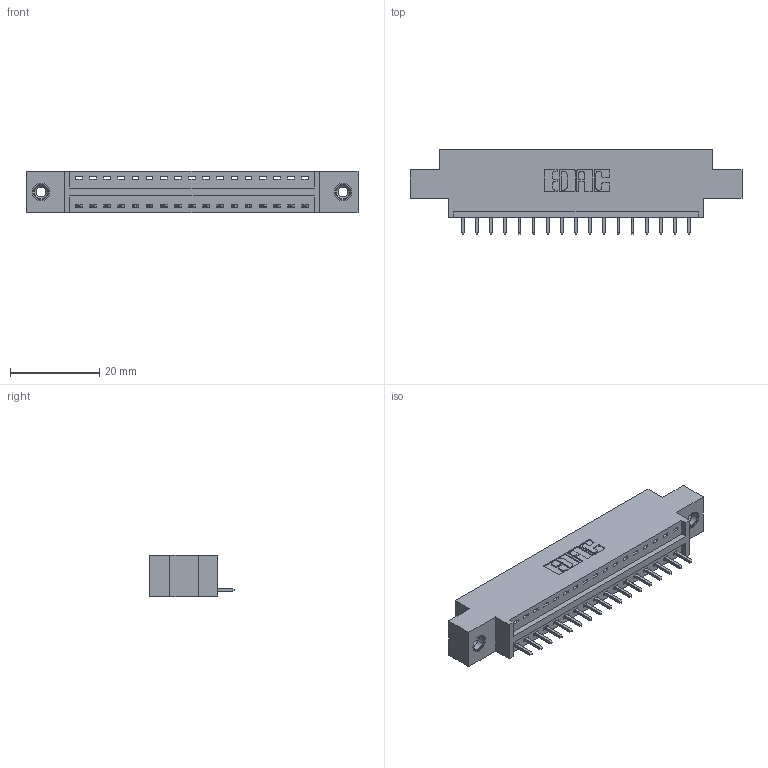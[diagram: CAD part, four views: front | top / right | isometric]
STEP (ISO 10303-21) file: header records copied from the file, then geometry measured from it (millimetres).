
FILE_DESCRIPTION (( 'STEP AP203' ), '1' );
FILE_NAME ('396-017-521-608.STEP', '2018-09-01T00:37:46', ( '' ), ( '' ), 'SwSTEP 2.0', 'SolidWorks 2016', '' );
FILE_SCHEMA (( 'CONFIG_CONTROL_DESIGN' ));
Length unit declared in the file: inch
Products named in the file (4): 346 Part_0.170 Offset - 0.156 Dia-TI; 345-292-001_345-293-121; 345-250-001_345-250-003-102; 396-017-521-608
Assembly tree (20 placements, depth 2):
  396-017-521-608
    346 Part_0.170 Offset - 0.156 Dia-TI
    345-292-001_345-293-121  x17
    345-250-001_345-250-003-102  x2
Bounding box: 74.55 x 19.05 x 9.4 mm (x, y, z)
Volume: 6754.3 mm3; surface area: 8161.9 mm2
Topology: 20 solids, 20 shells, 1172 faces, 3469 edges, 2282 vertices
Faces by surface type: plane 792, cylinder 364, cone 12, torus 4
Entity records: 15252 total; most frequent: CARTESIAN_POINT 2606, ORIENTED_EDGE 2550, DIRECTION 2355, EDGE_CURVE 1275, LINE 1055, VECTOR 1055, VERTEX_POINT 844, AXIS2_PLACEMENT_3D 650
